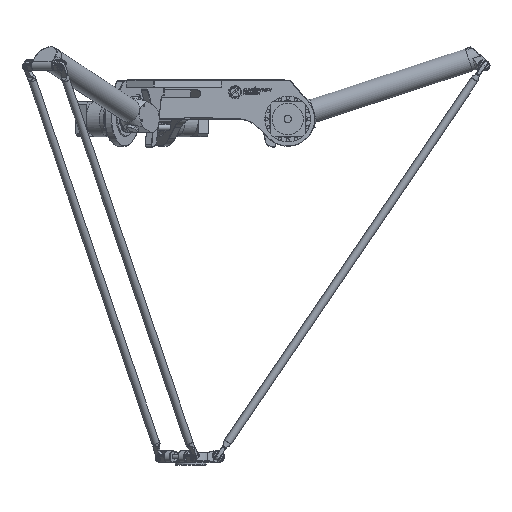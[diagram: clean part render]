
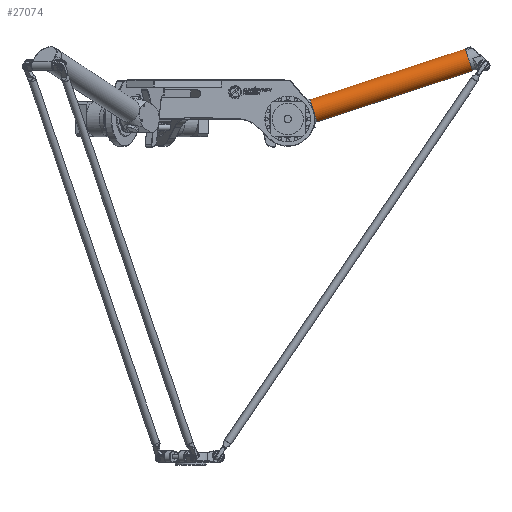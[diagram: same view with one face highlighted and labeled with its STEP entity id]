
A CAD part, front view. The second image highlights one B-rep face of the part: STEP entity #27074.
In plain terms, the highlighted cylindrical face has radius 30.05 mm (diameter 60.1 mm), a full revolution.
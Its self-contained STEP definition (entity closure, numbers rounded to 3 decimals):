
#764=FACE_BOUND('',#5464,.T.);
#1762=CIRCLE('',#29499,30.05);
#1763=CIRCLE('',#29501,30.05);
#1764=CIRCLE('',#29503,30.05);
#1765=CIRCLE('',#29505,30.05);
#1766=CIRCLE('',#29507,30.05);
#1767=CIRCLE('',#29508,30.05);
#1768=CIRCLE('',#29509,30.05);
#1769=CIRCLE('',#29510,30.05);
#2431=CYLINDRICAL_SURFACE('',#29506,30.05);
#3640=FACE_OUTER_BOUND('',#5463,.T.);
#5463=EDGE_LOOP('',(#22431,#22432,#22433,#22434));
#5464=EDGE_LOOP('',(#22435,#22436,#22437,#22438));
#12666=VERTEX_POINT('',#50588);
#12667=VERTEX_POINT('',#50592);
#12669=VERTEX_POINT('',#50597);
#12670=VERTEX_POINT('',#50603);
#12672=VERTEX_POINT('',#50608);
#12673=VERTEX_POINT('',#50614);
#12674=VERTEX_POINT('',#50615);
#12675=VERTEX_POINT('',#50619);
#16043=EDGE_CURVE('',#12667,#12669,#1762,.T.);
#16046=EDGE_CURVE('',#12670,#12672,#1763,.T.);
#16049=EDGE_CURVE('',#12674,#12673,#1764,.T.);
#16051=EDGE_CURVE('',#12675,#12666,#1765,.T.);
#16052=EDGE_CURVE('',#12669,#12670,#1766,.T.);
#16053=EDGE_CURVE('',#12672,#12667,#1767,.T.);
#16054=EDGE_CURVE('',#12674,#12666,#1768,.T.);
#16055=EDGE_CURVE('',#12675,#12673,#1769,.T.);
#22431=ORIENTED_EDGE('',*,*,#16046,.F.);
#22432=ORIENTED_EDGE('',*,*,#16052,.F.);
#22433=ORIENTED_EDGE('',*,*,#16043,.F.);
#22434=ORIENTED_EDGE('',*,*,#16053,.F.);
#22435=ORIENTED_EDGE('',*,*,#16051,.T.);
#22436=ORIENTED_EDGE('',*,*,#16054,.F.);
#22437=ORIENTED_EDGE('',*,*,#16049,.T.);
#22438=ORIENTED_EDGE('',*,*,#16055,.F.);
#27074=ADVANCED_FACE('',(#3640,#764),#2431,.T.);
#29499=AXIS2_PLACEMENT_3D('',#50598,#35725,#35726);
#29501=AXIS2_PLACEMENT_3D('',#50609,#35729,#35730);
#29503=AXIS2_PLACEMENT_3D('',#50617,#35734,#35735);
#29505=AXIS2_PLACEMENT_3D('',#50621,#35739,#35740);
#29506=AXIS2_PLACEMENT_3D('',#50622,#35741,#35742);
#29507=AXIS2_PLACEMENT_3D('',#50623,#35743,#35744);
#29508=AXIS2_PLACEMENT_3D('',#50624,#35745,#35746);
#29509=AXIS2_PLACEMENT_3D('',#50625,#35747,#35748);
#29510=AXIS2_PLACEMENT_3D('',#50626,#35749,#35750);
#35725=DIRECTION('center_axis',(0.,0.,-1.));
#35726=DIRECTION('ref_axis',(1.,0.,0.));
#35729=DIRECTION('center_axis',(0.,0.,-1.));
#35730=DIRECTION('ref_axis',(1.,0.,0.));
#35734=DIRECTION('center_axis',(0.,0.,
-1.));
#35735=DIRECTION('ref_axis',(-1.,0.,0.));
#35739=DIRECTION('center_axis',(0.,0.,
-1.));
#35740=DIRECTION('ref_axis',(-1.,0.,0.));
#35741=DIRECTION('center_axis',(0.,0.,1.));
#35742=DIRECTION('ref_axis',(-1.,0.,0.));
#35743=DIRECTION('center_axis',(0.,0.,-1.));
#35744=DIRECTION('ref_axis',(1.,0.,0.));
#35745=DIRECTION('center_axis',(0.,0.,-1.));
#35746=DIRECTION('ref_axis',(1.,0.,0.));
#35747=DIRECTION('center_axis',(0.,0.,
1.));
#35748=DIRECTION('ref_axis',(-1.,0.,0.));
#35749=DIRECTION('center_axis',(0.,0.,
1.));
#35750=DIRECTION('ref_axis',(-1.,0.,0.));
#50588=CARTESIAN_POINT('',(12.589,-27.286,263.856));
#50592=CARTESIAN_POINT('',(30.,1.733,-157.587));
#50597=CARTESIAN_POINT('',(30.,-1.733,-157.587));
#50598=CARTESIAN_POINT('Origin',(0.,0.,-157.587));
#50603=CARTESIAN_POINT('',(-30.,-1.733,-157.587));
#50608=CARTESIAN_POINT('',(-30.,1.733,-157.587));
#50609=CARTESIAN_POINT('Origin',(0.,0.,-157.587));
#50614=CARTESIAN_POINT('',(-1.733,-30.,263.856));
#50615=CARTESIAN_POINT('',(1.733,-30.,263.856));
#50617=CARTESIAN_POINT('Origin',(0.,0.,263.856));
#50619=CARTESIAN_POINT('',(-12.589,-27.286,263.856));
#50621=CARTESIAN_POINT('Origin',(0.,0.,263.856));
#50622=CARTESIAN_POINT('Origin',(0.,0.,0.));
#50623=CARTESIAN_POINT('Origin',(0.,0.,-157.587));
#50624=CARTESIAN_POINT('Origin',(0.,0.,-157.587));
#50625=CARTESIAN_POINT('Origin',(0.,0.,263.856));
#50626=CARTESIAN_POINT('Origin',(0.,0.,263.856));
